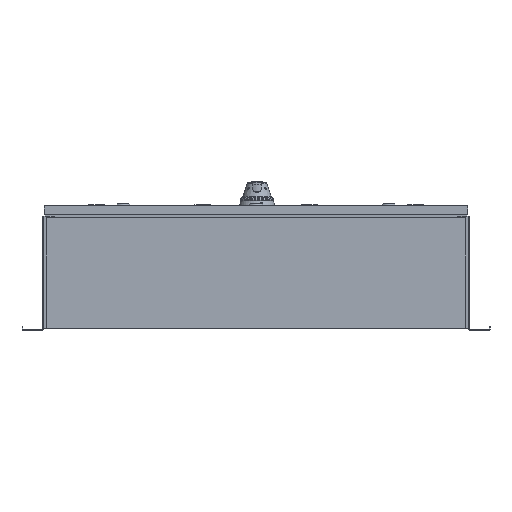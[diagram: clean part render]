
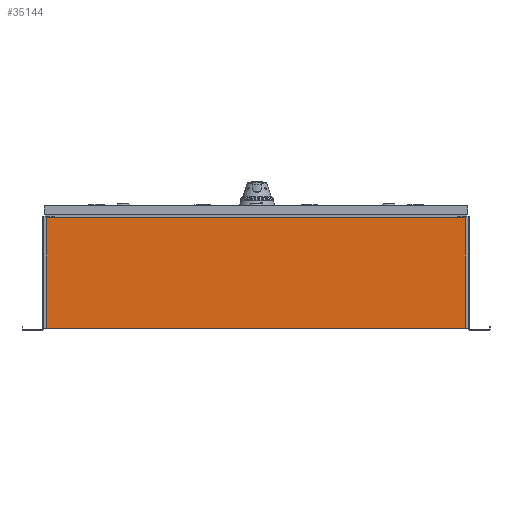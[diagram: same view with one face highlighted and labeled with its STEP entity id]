
A CAD part, left-side view. The second image highlights one B-rep face of the part: STEP entity #35144.
In plain terms, the highlighted planar face has unit normal (-1, 0, 0).
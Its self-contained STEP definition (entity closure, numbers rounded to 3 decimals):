
#1627=DIRECTION('',(0.,1.,0.));
#1628=VECTOR('',#1627,797.);
#1629=CARTESIAN_POINT('',(-200.,-498.5,104.5));
#1630=LINE('',#1629,#1628);
#1764=DIRECTION('',(0.,0.,1.));
#1765=VECTOR('',#1764,209.);
#1766=CARTESIAN_POINT('',(-200.,298.5,-104.5));
#1767=LINE('',#1766,#1765);
#1768=DIRECTION('',(0.,0.,-1.));
#1769=VECTOR('',#1768,209.);
#1770=CARTESIAN_POINT('',(-200.,-498.5,104.5));
#1771=LINE('',#1770,#1769);
#1784=DIRECTION('',(0.,-1.,0.));
#1785=VECTOR('',#1784,797.);
#1786=CARTESIAN_POINT('',(-200.,298.5,-104.5));
#1787=LINE('',#1786,#1785);
#28283=CARTESIAN_POINT('',(-200.,-498.5,-104.5));
#28284=VERTEX_POINT('',#28283);
#28285=CARTESIAN_POINT('',(-200.,-498.5,104.5));
#28286=VERTEX_POINT('',#28285);
#28381=CARTESIAN_POINT('',(-200.,298.5,-104.5));
#28382=VERTEX_POINT('',#28381);
#28387=CARTESIAN_POINT('',(-200.,298.5,104.5));
#28388=VERTEX_POINT('',#28387);
#35131=CARTESIAN_POINT('',(-200.,-100.,0.));
#35132=DIRECTION('',(1.,0.,0.));
#35133=DIRECTION('',(0.,-1.,0.));
#35134=AXIS2_PLACEMENT_3D('',#35131,#35132,#35133);
#35135=PLANE('',#35134);
#35137=ORIENTED_EDGE('',*,*,#35136,.F.);
#35139=ORIENTED_EDGE('',*,*,#35138,.T.);
#35140=ORIENTED_EDGE('',*,*,#34882,.F.);
#35141=ORIENTED_EDGE('',*,*,#34492,.T.);
#35142=EDGE_LOOP('',(#35137,#35139,#35140,#35141));
#35143=FACE_OUTER_BOUND('',#35142,.F.);
#34492=EDGE_CURVE('',#28286,#28284,#1771,.T.);
#34882=EDGE_CURVE('',#28286,#28388,#1630,.T.);
#35136=EDGE_CURVE('',#28382,#28284,#1787,.T.);
#35138=EDGE_CURVE('',#28382,#28388,#1767,.T.);
#35144=ADVANCED_FACE('',(#35143),#35135,.F.);
